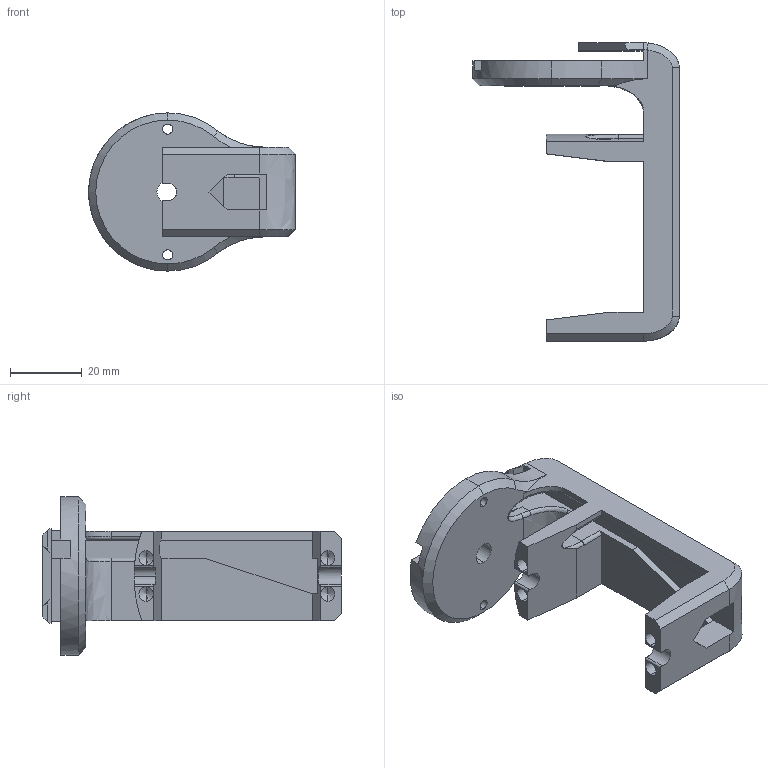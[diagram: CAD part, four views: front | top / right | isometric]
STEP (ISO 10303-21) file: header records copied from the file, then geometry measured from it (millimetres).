
FILE_DESCRIPTION (( 'STEP AP203' ), '1' );
FILE_NAME ('P28_Wheel_Bracket_Split_Right Wiring.step', '2020-03-06T13:30:01', ( '' ), ( '' ), 'SwSTEP 2.0', 'SolidWorks 2018', '' );
FILE_SCHEMA (( 'CONFIG_CONTROL_DESIGN' ));
Length unit declared in the file: millimetre
Products named in the file (1): P28_Wheel_Bracket_Split_Right Wiring
Bounding box: 57.5 x 83 x 44 mm (x, y, z)
Volume: 35706.8 mm3; surface area: 15016.6 mm2
Topology: 1 solids, 1 shells, 148 faces, 426 edges, 270 vertices
Faces by surface type: plane 57, cylinder 36, bspline 35, cone 20
Entity records: 6826 total; most frequent: CARTESIAN_POINT 3231, ORIENTED_EDGE 836, DIRECTION 599, EDGE_CURVE 418, VERTEX_POINT 270, VECTOR 213, LINE 213, AXIS2_PLACEMENT_3D 193
